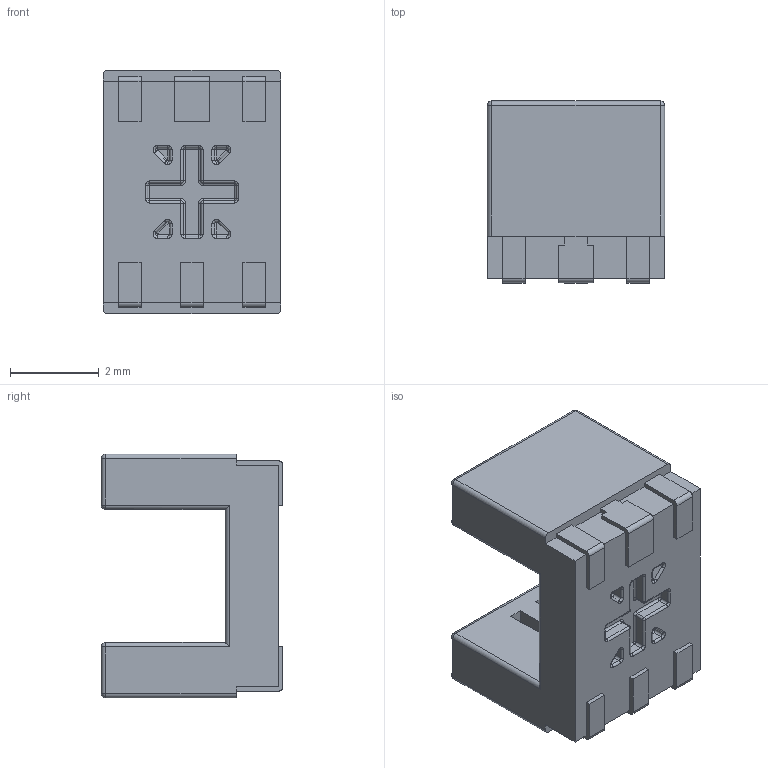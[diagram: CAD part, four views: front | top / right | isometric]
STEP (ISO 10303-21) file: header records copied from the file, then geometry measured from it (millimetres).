
FILE_DESCRIPTION (( 'STEP AP214' ), '1' );
FILE_NAME ('Vishay.STEP', '2023-02-14T00:49:22', ( '' ), ( '' ), 'SwSTEP 2.0', 'SolidWorks 2022', '' );
FILE_SCHEMA (( 'AUTOMOTIVE_DESIGN' ));
Length unit declared in the file: millimetre
Products named in the file (1): Vishay
Bounding box: 4 x 4.1 x 5.5 mm (x, y, z)
Volume: 49.7 mm3; surface area: 135.7 mm2
Topology: 1 solids, 1 shells, 248 faces, 606 edges, 340 vertices
Faces by surface type: plane 98, cylinder 96, sphere 28, torus 26
Entity records: 7386 total; most frequent: DIRECTION 1272, CARTESIAN_POINT 1190, ORIENTED_EDGE 1152, EDGE_CURVE 576, AXIS2_PLACEMENT_3D 456, VECTOR 360, LINE 360, VERTEX_POINT 338
